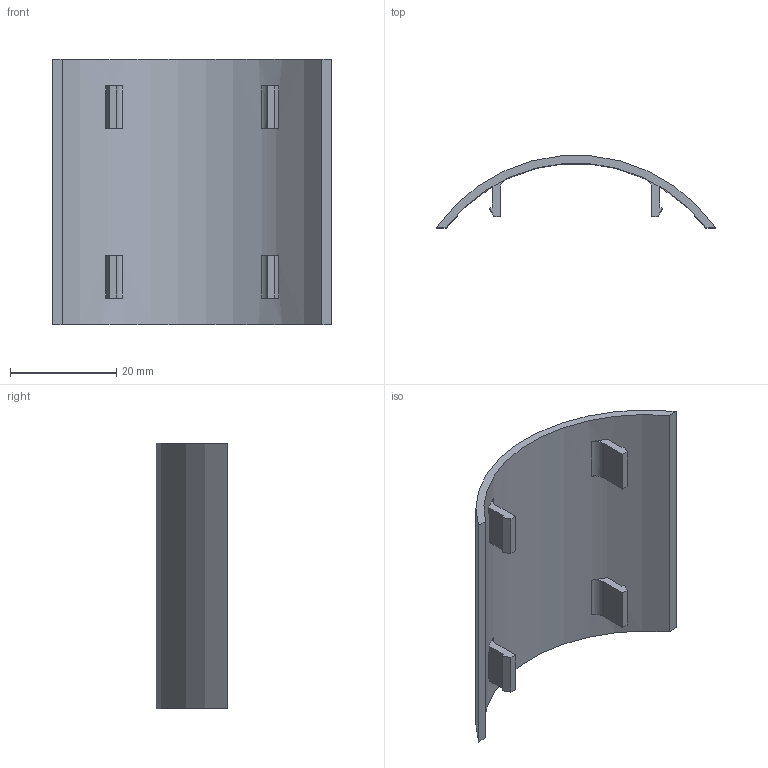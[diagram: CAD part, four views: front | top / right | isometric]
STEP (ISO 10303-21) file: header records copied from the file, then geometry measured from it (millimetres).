
FILE_DESCRIPTION(('CATIA V5 STEP Exchange','CAx-IF Rec.Pracs.--- Model Styling and Organization---1.4--- 2014-01-23'),'2;1');
FILE_NAME('030012.stp','2019-10-23T05:49:02+00:00',('none'),('none'),'CATIA Version 5-6 Release 2017 SP3','CATIA V5 STEP AP214','none');
FILE_SCHEMA(('AUTOMOTIVE_DESIGN { 1 0 10303 214 1 1 1 1 }'));
Length unit declared in the file: millimetre
Products named in the file (1): 4N066153
Bounding box: 52.71 x 13.58 x 50 mm (x, y, z)
Volume: 4748.8 mm3; surface area: 6741.3 mm2
Topology: 1 solids, 1 shells, 38 faces, 96 edges, 64 vertices
Faces by surface type: plane 32, cylinder 6
Entity records: 1126 total; most frequent: CARTESIAN_POINT 204, ORIENTED_EDGE 192, DIRECTION 136, EDGE_CURVE 96, VECTOR 76, LINE 76, VERTEX_POINT 64, EDGE_LOOP 42
